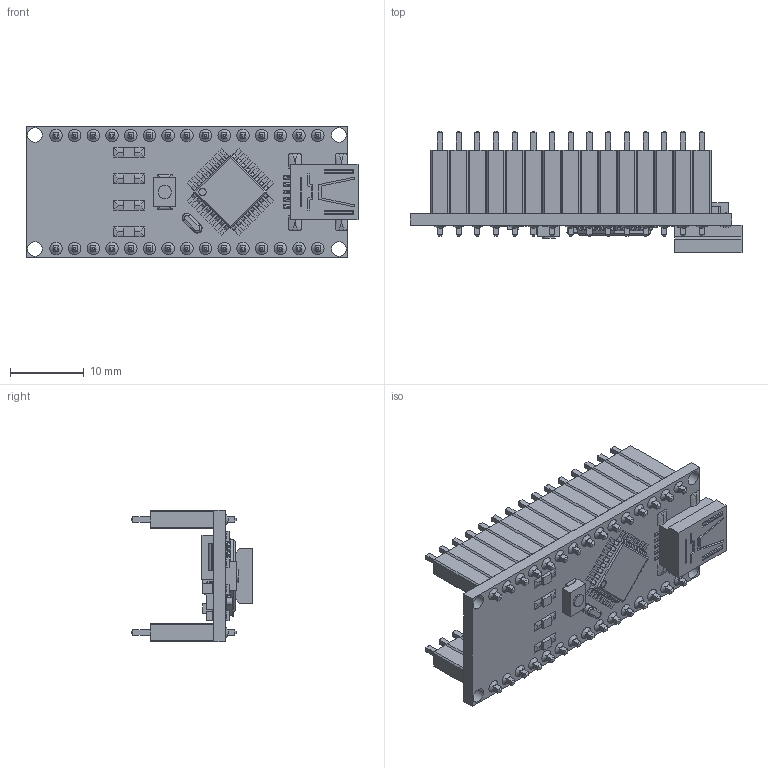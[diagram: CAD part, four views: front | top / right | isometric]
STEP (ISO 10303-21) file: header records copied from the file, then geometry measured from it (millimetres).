
FILE_DESCRIPTION(/* description */ (''),/* implementation_level */ '2;1');
FILE_NAME(/* name */ 'NanoV3_PAS_ISPC_SUR_EMBASE v1.step',/* time_stamp */ '2021-01-22T14:26:21-05:00',/* author */ (''),/* organization */ (''),/* preprocessor_version */ 'ST-DEVELOPER v18.1',/* originating_system */ 'Autodesk Translation Framework v9.7.1.1290',/* authorisation */ '');
FILE_SCHEMA (('AUTOMOTIVE_DESIGN { 1 0 10303 214 3 1 1 }'));
Length unit declared in the file: millimetre
Products named in the file (24): NanoV3_PAS_ISPC_SUR_EMBASE; PCB; TopFace; switch; Leds; Led; Led (1); chip1; USB; Crystal; BottomFace; PinRow2; Pin (1); PinRow1; Pin; Resistors; Res; caps; cap; Chip; respacks; respack; diode; vreg
Assembly tree (59 placements, depth 5):
  NanoV3_PAS_ISPC_SUR_EMBASE
    PCB
      TopFace
        switch
        Leds
          Led  x3
          Led (1)
        chip1
        USB
        Crystal
      BottomFace
        PinRow2
          Pin (1)  x15
        PinRow1
          Pin  x15
        Resistors
          Res  x5
        caps
          cap  x2
        Chip
        respacks
          respack  x2
        diode
        vreg
Bounding box: 45.1 x 16.5 x 17.9 mm (x, y, z)
Volume: 3312.5 mm3; surface area: 7061.1 mm2
Topology: 184 solids, 214 shells, 2619 faces, 6096 edges, 3974 vertices
Faces by surface type: plane 2203, cylinder 304, bspline 80, cone 30, torus 2
Full cylindrical faces by diameter (mm): 0.997 x1, 1 x1, 1.8 x1, 2 x4
Entity records: 36300 total; most frequent: CARTESIAN_POINT 8224, DIRECTION 5530, ORIENTED_EDGE 5508, EDGE_CURVE 2754, LINE 2222, VECTOR 2222, VERTEX_POINT 1826, AXIS2_PLACEMENT_3D 1654
